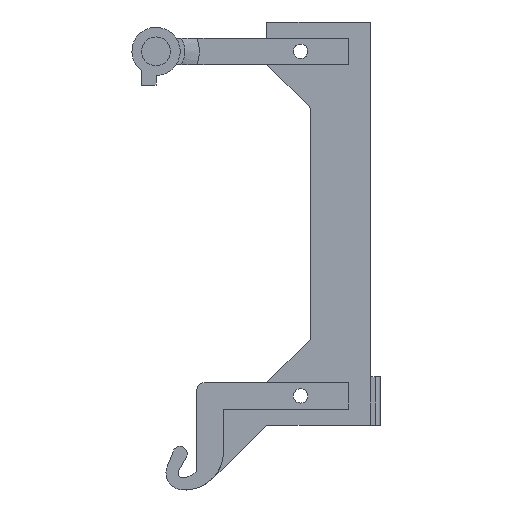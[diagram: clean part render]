
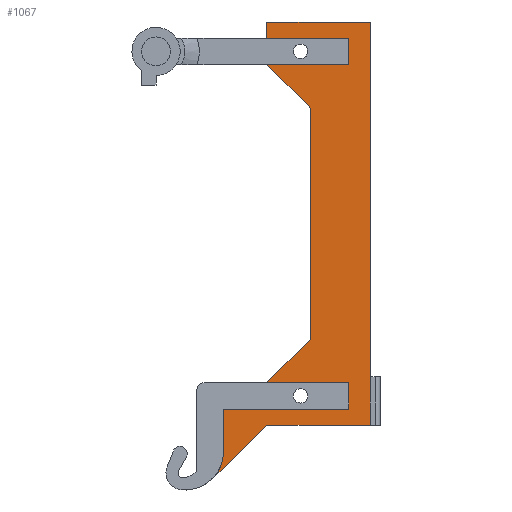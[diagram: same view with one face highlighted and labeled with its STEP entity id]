
A CAD part, top view. The second image highlights one B-rep face of the part: STEP entity #1067.
In plain terms, the highlighted planar face has unit normal (0, 0, 1).
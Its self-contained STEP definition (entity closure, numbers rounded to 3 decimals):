
#49 = VERTEX_POINT('',#50);
#50 = CARTESIAN_POINT('',(34.5,3.89,1.6));
#362 = VERTEX_POINT('',#363);
#363 = CARTESIAN_POINT('',(34.5,77.6,1.6));
#369 = EDGE_CURVE('',#362,#49,#370,.T.);
#370 = LINE('',#371,#372);
#371 = CARTESIAN_POINT('',(34.5,77.6,1.6));
#372 = VECTOR('',#373,1.);
#373 = DIRECTION('',(0.,-1.,0.));
#384 = EDGE_CURVE('',#49,#385,#387,.T.);
#385 = VERTEX_POINT('',#386);
#386 = CARTESIAN_POINT('',(34.5,-6.1,1.6));
#387 = LINE('',#388,#389);
#388 = CARTESIAN_POINT('',(34.5,77.6,1.6));
#389 = VECTOR('',#390,1.);
#390 = DIRECTION('',(0.,-1.,0.));
#429 = EDGE_CURVE('',#362,#430,#432,.T.);
#430 = VERTEX_POINT('',#431);
#431 = CARTESIAN_POINT('',(13.,77.6,1.6));
#432 = LINE('',#433,#434);
#433 = CARTESIAN_POINT('',(34.5,77.6,1.6));
#434 = VECTOR('',#435,1.);
#435 = DIRECTION('',(-1.,0.,0.));
#453 = EDGE_CURVE('',#385,#454,#456,.T.);
#454 = VERTEX_POINT('',#455);
#455 = CARTESIAN_POINT('',(13.,-6.1,1.6));
#456 = LINE('',#457,#458);
#457 = CARTESIAN_POINT('',(34.5,-6.1,1.6));
#458 = VECTOR('',#459,1.);
#459 = DIRECTION('',(-1.,0.,0.));
#477 = EDGE_CURVE('',#454,#478,#480,.T.);
#478 = VERTEX_POINT('',#479);
#479 = CARTESIAN_POINT('',(1.595,-17.26,1.6));
#480 = LINE('',#481,#482);
#481 = CARTESIAN_POINT('',(13.,-6.1,1.6));
#482 = VECTOR('',#483,1.);
#483 = DIRECTION('',(-0.715,-0.699,0.));
#535 = VERTEX_POINT('',#536);
#536 = CARTESIAN_POINT('',(4.,-11.542,1.6));
#542 = EDGE_CURVE('',#478,#535,#543,.T.);
#543 = CIRCLE('',#544,8.);
#544 = AXIS2_PLACEMENT_3D('',#545,#546,#547);
#545 = CARTESIAN_POINT('',(-4.,-11.542,1.6));
#546 = DIRECTION('',(0.,0.,1.));
#547 = DIRECTION('',(1.,0.,0.));
#624 = EDGE_CURVE('',#625,#627,#629,.T.);
#625 = VERTEX_POINT('',#626);
#626 = CARTESIAN_POINT('',(13.,2.75,1.6));
#627 = VERTEX_POINT('',#628);
#628 = CARTESIAN_POINT('',(30.,2.75,1.6));
#629 = LINE('',#630,#631);
#630 = CARTESIAN_POINT('',(25.764,2.75,1.6));
#631 = VECTOR('',#632,1.);
#632 = DIRECTION('',(1.,0.,0.));
#665 = VERTEX_POINT('',#666);
#666 = CARTESIAN_POINT('',(22.,11.75,1.6));
#672 = EDGE_CURVE('',#665,#625,#673,.T.);
#673 = LINE('',#674,#675);
#674 = CARTESIAN_POINT('',(22.,11.75,1.6));
#675 = VECTOR('',#676,1.);
#676 = DIRECTION('',(-0.707,-0.707,0.));
#689 = VERTEX_POINT('',#690);
#690 = CARTESIAN_POINT('',(22.,59.75,1.6));
#696 = EDGE_CURVE('',#689,#665,#697,.T.);
#697 = LINE('',#698,#699);
#698 = CARTESIAN_POINT('',(22.,59.75,1.6));
#699 = VECTOR('',#700,1.);
#700 = DIRECTION('',(0.,-1.,0.));
#713 = VERTEX_POINT('',#714);
#714 = CARTESIAN_POINT('',(13.,68.75,1.6));
#720 = EDGE_CURVE('',#713,#689,#721,.T.);
#721 = LINE('',#722,#723);
#722 = CARTESIAN_POINT('',(13.,68.75,1.6));
#723 = VECTOR('',#724,1.);
#724 = DIRECTION('',(0.707,-0.707,0.));
#787 = EDGE_CURVE('',#713,#788,#790,.T.);
#788 = VERTEX_POINT('',#789);
#789 = CARTESIAN_POINT('',(30.,68.75,1.6));
#790 = LINE('',#791,#792);
#791 = CARTESIAN_POINT('',(16.808,68.75,1.6));
#792 = VECTOR('',#793,1.);
#793 = DIRECTION('',(1.,0.,0.));
#959 = VERTEX_POINT('',#960);
#960 = CARTESIAN_POINT('',(30.,74.25,1.6));
#966 = EDGE_CURVE('',#959,#967,#969,.T.);
#967 = VERTEX_POINT('',#968);
#968 = CARTESIAN_POINT('',(13.,74.25,1.6));
#969 = LINE('',#970,#971);
#970 = CARTESIAN_POINT('',(16.808,74.25,1.6));
#971 = VECTOR('',#972,1.);
#972 = DIRECTION('',(-1.,0.,0.));
#1005 = EDGE_CURVE('',#430,#967,#1006,.T.);
#1006 = LINE('',#1007,#1008);
#1007 = CARTESIAN_POINT('',(13.,77.6,1.6));
#1008 = VECTOR('',#1009,1.);
#1009 = DIRECTION('',(0.,-1.,0.));
#1067 = ADVANCED_FACE('',(#1068),#1111,.T.);
#1068 = FACE_BOUND('',#1069,.T.);
#1069 = EDGE_LOOP('',(#1070,#1071,#1072,#1073,#1074,#1080,#1081,#1082,
    #1083,#1084,#1085,#1093,#1101,#1107,#1108,#1109,#1110));
#1070 = ORIENTED_EDGE('',*,*,#369,.F.);
#1071 = ORIENTED_EDGE('',*,*,#429,.T.);
#1072 = ORIENTED_EDGE('',*,*,#1005,.T.);
#1073 = ORIENTED_EDGE('',*,*,#966,.F.);
#1074 = ORIENTED_EDGE('',*,*,#1075,.T.);
#1075 = EDGE_CURVE('',#959,#788,#1076,.T.);
#1076 = LINE('',#1077,#1078);
#1077 = CARTESIAN_POINT('',(30.,52.25,1.6));
#1078 = VECTOR('',#1079,1.);
#1079 = DIRECTION('',(0.,-1.,0.));
#1080 = ORIENTED_EDGE('',*,*,#787,.F.);
#1081 = ORIENTED_EDGE('',*,*,#720,.T.);
#1082 = ORIENTED_EDGE('',*,*,#696,.T.);
#1083 = ORIENTED_EDGE('',*,*,#672,.T.);
#1084 = ORIENTED_EDGE('',*,*,#624,.T.);
#1085 = ORIENTED_EDGE('',*,*,#1086,.T.);
#1086 = EDGE_CURVE('',#627,#1087,#1089,.T.);
#1087 = VERTEX_POINT('',#1088);
#1088 = CARTESIAN_POINT('',(30.,-2.75,1.6));
#1089 = LINE('',#1090,#1091);
#1090 = CARTESIAN_POINT('',(30.,16.5,1.6));
#1091 = VECTOR('',#1092,1.);
#1092 = DIRECTION('',(0.,-1.,0.));
#1093 = ORIENTED_EDGE('',*,*,#1094,.F.);
#1094 = EDGE_CURVE('',#1095,#1087,#1097,.T.);
#1095 = VERTEX_POINT('',#1096);
#1096 = CARTESIAN_POINT('',(4.,-2.75,1.6));
#1097 = LINE('',#1098,#1099);
#1098 = CARTESIAN_POINT('',(4.,-2.75,1.6));
#1099 = VECTOR('',#1100,1.);
#1100 = DIRECTION('',(1.,0.,0.));
#1101 = ORIENTED_EDGE('',*,*,#1102,.F.);
#1102 = EDGE_CURVE('',#535,#1095,#1103,.T.);
#1103 = LINE('',#1104,#1105);
#1104 = CARTESIAN_POINT('',(4.,-11.542,1.6));
#1105 = VECTOR('',#1106,1.);
#1106 = DIRECTION('',(0.,1.,0.));
#1107 = ORIENTED_EDGE('',*,*,#542,.F.);
#1108 = ORIENTED_EDGE('',*,*,#477,.F.);
#1109 = ORIENTED_EDGE('',*,*,#453,.F.);
#1110 = ORIENTED_EDGE('',*,*,#384,.F.);
#1111 = PLANE('',#1112);
#1112 = AXIS2_PLACEMENT_3D('',#1113,#1114,#1115);
#1113 = CARTESIAN_POINT('',(23.229,30.588,1.6));
#1114 = DIRECTION('',(0.,0.,1.));
#1115 = DIRECTION('',(1.,0.,0.));
